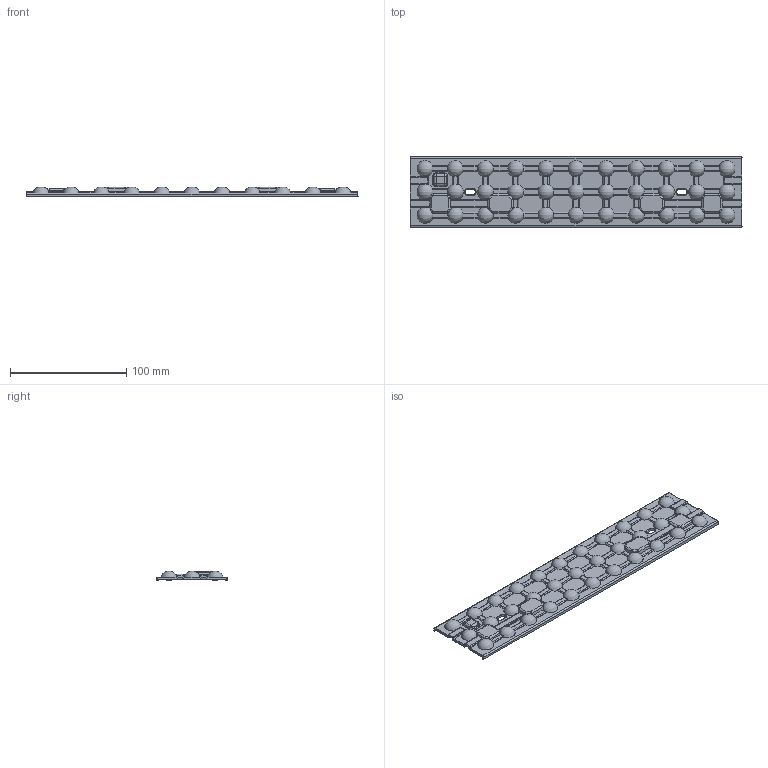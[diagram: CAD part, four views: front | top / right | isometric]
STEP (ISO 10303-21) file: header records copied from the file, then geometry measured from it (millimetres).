
FILE_DESCRIPTION (( 'STEP AP214' ), '1' );
FILE_NAME ('12917_Rev-1_WB_SBoard_Customer.STEP', '2015-09-10T07:23:28', ( '' ), ( '' ), 'SwSTEP 2.0', 'SolidWorks 2014', '' );
FILE_SCHEMA (( 'AUTOMOTIVE_DESIGN' ));
Length unit declared in the file: millimetre
Products named in the file (1): 12917_Rev-1_WB_SBoard_Customer
Bounding box: 286 x 61 x 8.6 mm (x, y, z)
Volume: 48220.9 mm3; surface area: 43200.6 mm2
Topology: 1 solids, 1 shells, 2033 faces, 5717 edges, 3689 vertices
Faces by surface type: plane 1102, bspline 414, cylinder 409, sphere 68, cone 30, torus 10
Entity records: 88921 total; most frequent: CARTESIAN_POINT 44949, ORIENTED_EDGE 11286, DIRECTION 5884, EDGE_CURVE 5643, VERTEX_POINT 3689, B_SPLINE_CURVE_WITH_KNOTS 3132, EDGE_LOOP 2114, FACE_OUTER_BOUND 2033
